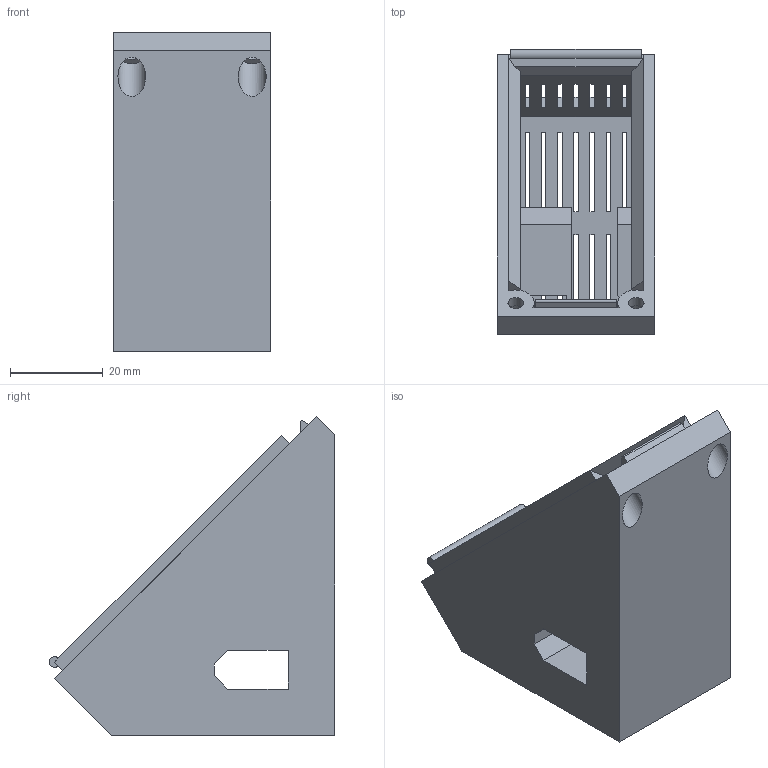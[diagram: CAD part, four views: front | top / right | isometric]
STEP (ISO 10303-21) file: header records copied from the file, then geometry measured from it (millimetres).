
FILE_DESCRIPTION(/* description */ (''),/* implementation_level */ '2;1');
FILE_NAME(/* name */ 'usb1 v2.step',/* time_stamp */ '2022-02-09T20:05:48+01:00',/* author */ (''),/* organization */ (''),/* preprocessor_version */ 'ST-DEVELOPER v18.1',/* originating_system */ 'Autodesk Translation Framework v10.13.0.1454',/* authorisation */ '');
FILE_SCHEMA (('AUTOMOTIVE_DESIGN { 1 0 10303 214 3 1 1 }'));
Length unit declared in the file: millimetre
Products named in the file (2): usb1; USB PSU
Assembly tree (1 placements, depth 2):
  usb1
    USB PSU
Bounding box: 34 x 61.6 x 68.89 mm (x, y, z)
Volume: 24503.7 mm3; surface area: 22563.3 mm2
Topology: 1 solids, 1 shells, 167 faces, 465 edges, 304 vertices
Faces by surface type: plane 148, cylinder 19
Full cylindrical faces by diameter (mm): 3.4 x2, 6 x2
Entity records: 5396 total; most frequent: CARTESIAN_POINT 939, ORIENTED_EDGE 930, DIRECTION 833, EDGE_CURVE 465, LINE 437, VECTOR 437, VERTEX_POINT 304, EDGE_LOOP 223
